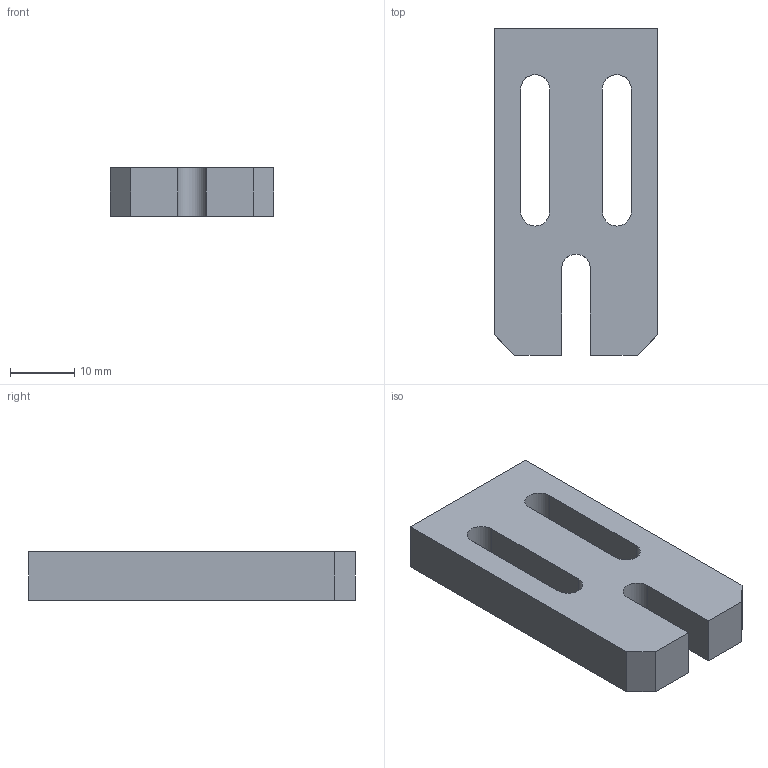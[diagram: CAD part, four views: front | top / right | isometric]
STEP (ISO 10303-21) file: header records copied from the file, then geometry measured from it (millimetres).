
FILE_DESCRIPTION (( 'STEP AP203' ), '1' );
FILE_NAME ('D1200539-v1.STEP', '2012-03-31T04:07:28', ( 'Dwayne Giardina' ), ( 'Microsoft' ), 'SwSTEP 2.0', 'SolidWorks 2012', '' );
FILE_SCHEMA (( 'CONFIG_CONTROL_DESIGN' ));
Length unit declared in the file: inch
Products named in the file (1): D1200539-v1
Bounding box: 25.4 x 50.8 x 7.62 mm (x, y, z)
Volume: 7628.6 mm3; surface area: 4258.4 mm2
Topology: 1 solids, 1 shells, 24 faces, 66 edges, 44 vertices
Faces by surface type: plane 15, cylinder 9
Entity records: 931 total; most frequent: CARTESIAN_POINT 215, ORIENTED_EDGE 132, DIRECTION 126, EDGE_CURVE 66, VECTOR 48, LINE 48, VERTEX_POINT 44, AXIS2_PLACEMENT_3D 39
